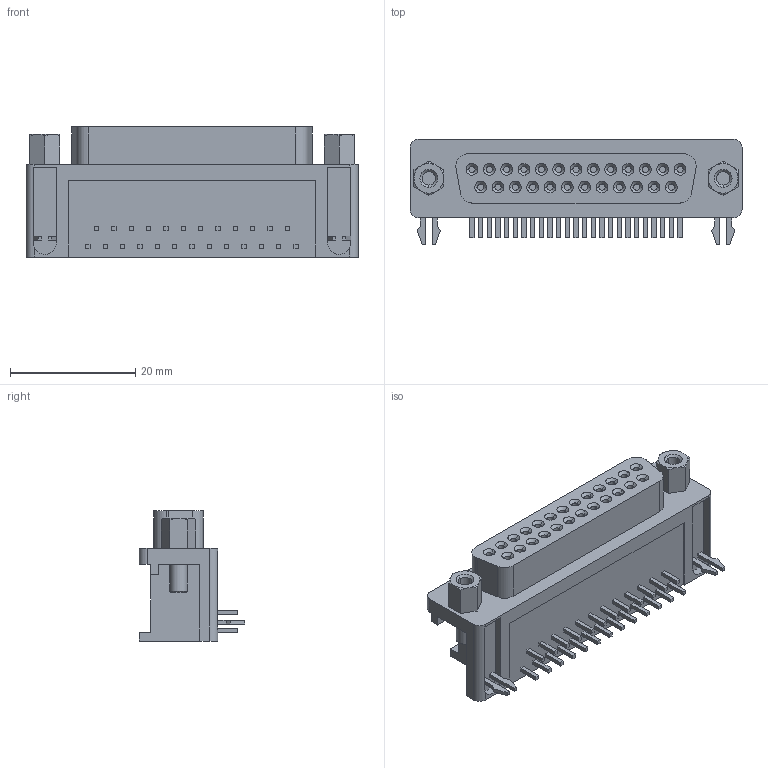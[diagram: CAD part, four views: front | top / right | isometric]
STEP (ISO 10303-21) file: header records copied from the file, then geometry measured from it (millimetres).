
FILE_DESCRIPTION(('STEP AP214'),'1');
FILE_NAME(' ',' ',('TraceParts'),('TraceParts S.A.'),'XStep 1.0',' ',' ');
FILE_SCHEMA(('automotive_design'));
Length unit declared in the file: millimetre
Products named in the file (1): 1
Bounding box: 53.04 x 16.88 x 20.8 mm (x, y, z)
Volume: 9273.5 mm3; surface area: 5063.6 mm2
Topology: 1 solids, 1 shells, 377 faces, 868 edges, 554 vertices
Faces by surface type: plane 233, cone 74, cylinder 70
Entity records: 20674 total; most frequent: CARTESIAN_POINT 1862, DIRECTION 1814, STYLED_ITEM 1799, PRESENTATION_STYLE_ASSIGNMENT 1799, COLOUR_RGB 1799, ORIENTED_EDGE 1736, EDGE_CURVE 868, CURVE_STYLE 868
